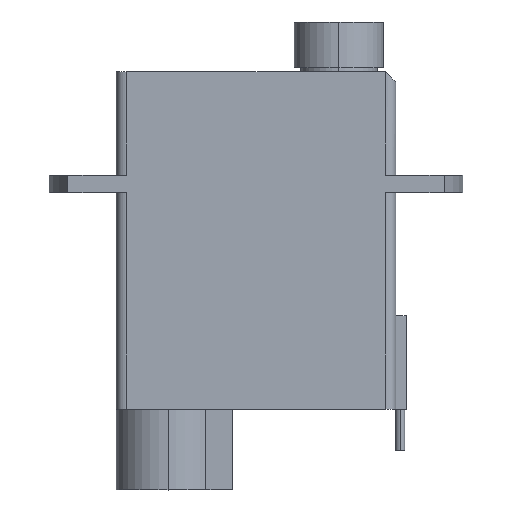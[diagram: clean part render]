
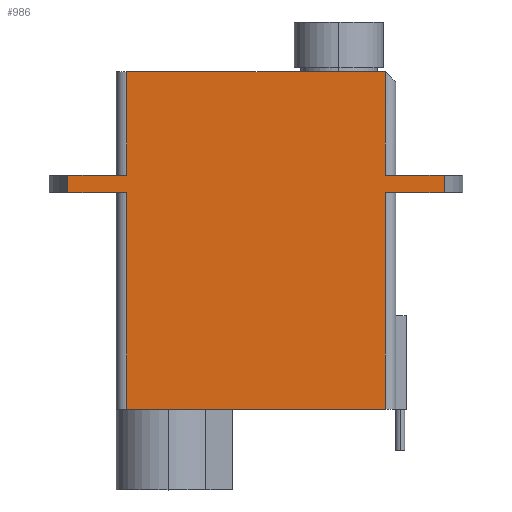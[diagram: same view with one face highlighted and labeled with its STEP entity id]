
A CAD part, top view. The second image highlights one B-rep face of the part: STEP entity #986.
In plain terms, the highlighted planar face has unit normal (0, 0, 1).
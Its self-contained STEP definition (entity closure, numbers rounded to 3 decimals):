
#57 = DIRECTION ( 'NONE',  ( 0., 0., -1. ) ) ;
#63 = PLANE ( 'NONE',  #1557 ) ;
#67 = VECTOR ( 'NONE', #1651, 1000. ) ;
#76 = EDGE_CURVE ( 'NONE', #1280, #1568, #1629, .T. ) ;
#77 = LINE ( 'NONE', #849, #1329 ) ;
#155 = EDGE_CURVE ( 'NONE', #1135, #1230, #1051, .T. ) ;
#191 = DIRECTION ( 'NONE',  ( 0., 1., 0. ) ) ;
#194 = VECTOR ( 'NONE', #191, 1000. ) ;
#208 = CARTESIAN_POINT ( 'NONE',  ( 6.25, 16.3, 3.175 ) ) ;
#221 = VERTEX_POINT ( 'NONE', #1535 ) ;
#231 = DIRECTION ( 'NONE',  ( 0., 1., 0. ) ) ;
#245 = ORIENTED_EDGE ( 'NONE', *, *, #1034, .T. ) ;
#246 = EDGE_CURVE ( 'NONE', #1550, #1568, #919, .T. ) ;
#265 = DIRECTION ( 'NONE',  ( 1., 0., 0. ) ) ;
#280 = VERTEX_POINT ( 'NONE', #769 ) ;
#285 = VECTOR ( 'NONE', #1109, 1000. ) ;
#299 = ORIENTED_EDGE ( 'NONE', *, *, #155, .F. ) ;
#313 = VECTOR ( 'NONE', #231, 1000. ) ;
#322 = CARTESIAN_POINT ( 'NONE',  ( -6.75, 16.3, 3.175 ) ) ;
#344 = VECTOR ( 'NONE', #369, 1000. ) ;
#369 = DIRECTION ( 'NONE',  ( 0., -1., 0. ) ) ;
#375 = VECTOR ( 'NONE', #1017, 1000. ) ;
#383 = VERTEX_POINT ( 'NONE', #1453 ) ;
#407 = CARTESIAN_POINT ( 'NONE',  ( -9.091, 11.3, 3.175 ) ) ;
#454 = DIRECTION ( 'NONE',  ( -1., 0., 0. ) ) ;
#481 = EDGE_CURVE ( 'NONE', #1384, #856, #744, .T. ) ;
#487 = CARTESIAN_POINT ( 'NONE',  ( -6.25, 0., 3.175 ) ) ;
#513 = EDGE_CURVE ( 'NONE', #221, #383, #665, .T. ) ;
#526 = DIRECTION ( 'NONE',  ( 0., -1., 0. ) ) ;
#529 = EDGE_CURVE ( 'NONE', #383, #1280, #1080, .T. ) ;
#534 = LINE ( 'NONE', #654, #1510 ) ;
#540 = VERTEX_POINT ( 'NONE', #487 ) ;
#549 = LINE ( 'NONE', #1330, #344 ) ;
#551 = CARTESIAN_POINT ( 'NONE',  ( -6.25, 11.3, 3.175 ) ) ;
#588 = VECTOR ( 'NONE', #1117, 1000. ) ;
#638 = LINE ( 'NONE', #1422, #1490 ) ;
#652 = ORIENTED_EDGE ( 'NONE', *, *, #513, .T. ) ;
#654 = CARTESIAN_POINT ( 'NONE',  ( -9.091, 11.3, 3.175 ) ) ;
#657 = ORIENTED_EDGE ( 'NONE', *, *, #529, .T. ) ;
#665 = LINE ( 'NONE', #1253, #313 ) ;
#675 = ORIENTED_EDGE ( 'NONE', *, *, #900, .F. ) ;
#691 = CARTESIAN_POINT ( 'NONE',  ( 6.25, 16.3, 3.175 ) ) ;
#706 = VECTOR ( 'NONE', #1617, 1000. ) ;
#716 = CARTESIAN_POINT ( 'NONE',  ( -9.091, 10.45, 3.175 ) ) ;
#744 = LINE ( 'NONE', #716, #1561 ) ;
#769 = CARTESIAN_POINT ( 'NONE',  ( -6.25, 10.45, 3.175 ) ) ;
#787 = CARTESIAN_POINT ( 'NONE',  ( -6.25, 16.3, 3.175 ) ) ;
#828 = ORIENTED_EDGE ( 'NONE', *, *, #1093, .T. ) ;
#849 = CARTESIAN_POINT ( 'NONE',  ( -6.25, 16.3, 3.175 ) ) ;
#856 = VERTEX_POINT ( 'NONE', #407 ) ;
#891 = DIRECTION ( 'NONE',  ( 0., 1., 0. ) ) ;
#900 = EDGE_CURVE ( 'NONE', #856, #903, #534, .T. ) ;
#903 = VERTEX_POINT ( 'NONE', #551 ) ;
#919 = LINE ( 'NONE', #1673, #375 ) ;
#939 = ORIENTED_EDGE ( 'NONE', *, *, #246, .F. ) ;
#959 = VERTEX_POINT ( 'NONE', #1043 ) ;
#977 = EDGE_LOOP ( 'NONE', ( #1221, #245, #1020, #828, #652, #657, #1427, #939, #1328, #299, #1468, #675, #1326 ) ) ;
#986 = ADVANCED_FACE ( 'NONE', ( #1002 ), #63, .F. ) ;
#987 = LINE ( 'NONE', #691, #194 ) ;
#991 = DIRECTION ( 'NONE',  ( 0., 1., 0. ) ) ;
#1002 = FACE_OUTER_BOUND ( 'NONE', #977, .T. ) ;
#1017 = DIRECTION ( 'NONE',  ( 1., 0., 0. ) ) ;
#1020 = ORIENTED_EDGE ( 'NONE', *, *, #1115, .T. ) ;
#1034 = EDGE_CURVE ( 'NONE', #280, #540, #549, .T. ) ;
#1043 = CARTESIAN_POINT ( 'NONE',  ( -4.25, 0., 3.175 ) ) ;
#1051 = LINE ( 'NONE', #1477, #706 ) ;
#1059 = LINE ( 'NONE', #1373, #285 ) ;
#1076 = CARTESIAN_POINT ( 'NONE',  ( 9.091, 10.45, 3.175 ) ) ;
#1080 = LINE ( 'NONE', #1677, #67 ) ;
#1093 = EDGE_CURVE ( 'NONE', #959, #221, #1509, .T. ) ;
#1109 = DIRECTION ( 'NONE',  ( 1., 0., 0. ) ) ;
#1115 = EDGE_CURVE ( 'NONE', #540, #959, #638, .T. ) ;
#1117 = DIRECTION ( 'NONE',  ( 1., 0., 0. ) ) ;
#1135 = VERTEX_POINT ( 'NONE', #787 ) ;
#1221 = ORIENTED_EDGE ( 'NONE', *, *, #1273, .T. ) ;
#1230 = VERTEX_POINT ( 'NONE', #208 ) ;
#1253 = CARTESIAN_POINT ( 'NONE',  ( 6.25, 16.3, 3.175 ) ) ;
#1273 = EDGE_CURVE ( 'NONE', #1384, #280, #1059, .T. ) ;
#1280 = VERTEX_POINT ( 'NONE', #1076 ) ;
#1318 = DIRECTION ( 'NONE',  ( 1., 0., 0. ) ) ;
#1326 = ORIENTED_EDGE ( 'NONE', *, *, #481, .F. ) ;
#1328 = ORIENTED_EDGE ( 'NONE', *, *, #1653, .T. ) ;
#1329 = VECTOR ( 'NONE', #526, 1000. ) ;
#1330 = CARTESIAN_POINT ( 'NONE',  ( -6.25, 16.3, 3.175 ) ) ;
#1373 = CARTESIAN_POINT ( 'NONE',  ( -9.091, 10.45, 3.175 ) ) ;
#1384 = VERTEX_POINT ( 'NONE', #1496 ) ;
#1408 = CARTESIAN_POINT ( 'NONE',  ( 6.25, 11.3, 3.175 ) ) ;
#1416 = VECTOR ( 'NONE', #891, 1000. ) ;
#1422 = CARTESIAN_POINT ( 'NONE',  ( -6.75, 0., 3.175 ) ) ;
#1427 = ORIENTED_EDGE ( 'NONE', *, *, #76, .T. ) ;
#1448 = EDGE_CURVE ( 'NONE', #1135, #903, #77, .T. ) ;
#1453 = CARTESIAN_POINT ( 'NONE',  ( 6.25, 10.45, 3.175 ) ) ;
#1468 = ORIENTED_EDGE ( 'NONE', *, *, #1448, .T. ) ;
#1477 = CARTESIAN_POINT ( 'NONE',  ( -6.75, 16.3, 3.175 ) ) ;
#1490 = VECTOR ( 'NONE', #265, 1000. ) ;
#1496 = CARTESIAN_POINT ( 'NONE',  ( -9.091, 10.45, 3.175 ) ) ;
#1509 = LINE ( 'NONE', #1645, #588 ) ;
#1510 = VECTOR ( 'NONE', #1318, 1000. ) ;
#1535 = CARTESIAN_POINT ( 'NONE',  ( 6.25, 0., 3.175 ) ) ;
#1550 = VERTEX_POINT ( 'NONE', #1408 ) ;
#1557 = AXIS2_PLACEMENT_3D ( 'NONE', #322, #57, #454 ) ;
#1561 = VECTOR ( 'NONE', #991, 1000. ) ;
#1568 = VERTEX_POINT ( 'NONE', #1577 ) ;
#1577 = CARTESIAN_POINT ( 'NONE',  ( 9.091, 11.3, 3.175 ) ) ;
#1617 = DIRECTION ( 'NONE',  ( 1., 0., 0. ) ) ;
#1629 = LINE ( 'NONE', #1676, #1416 ) ;
#1645 = CARTESIAN_POINT ( 'NONE',  ( -6.75, 0., 3.175 ) ) ;
#1651 = DIRECTION ( 'NONE',  ( 1., 0., 0. ) ) ;
#1653 = EDGE_CURVE ( 'NONE', #1550, #1230, #987, .T. ) ;
#1673 = CARTESIAN_POINT ( 'NONE',  ( -9.091, 11.3, 3.175 ) ) ;
#1676 = CARTESIAN_POINT ( 'NONE',  ( 9.091, 10.45, 3.175 ) ) ;
#1677 = CARTESIAN_POINT ( 'NONE',  ( -9.091, 10.45, 3.175 ) ) ;
